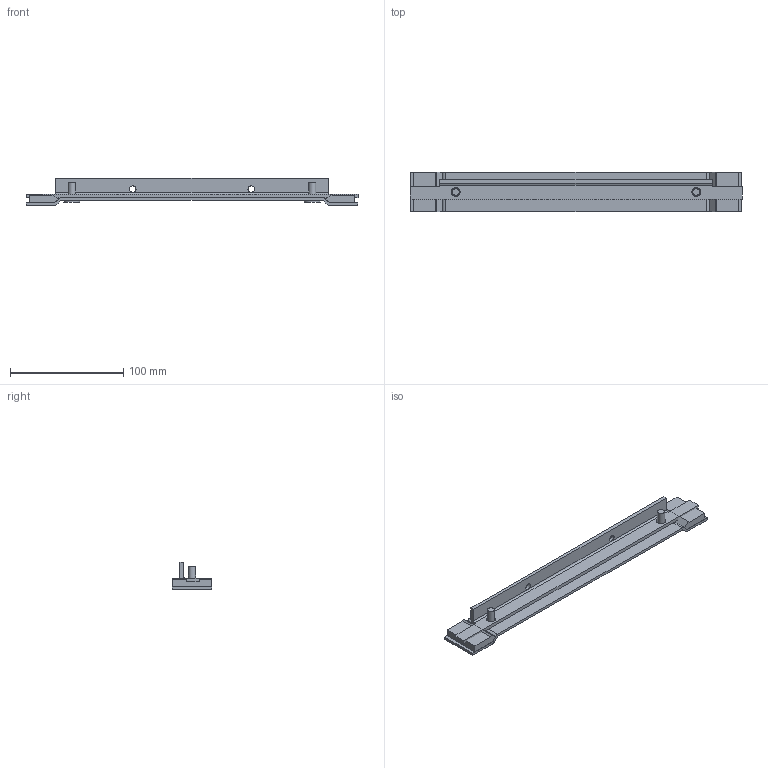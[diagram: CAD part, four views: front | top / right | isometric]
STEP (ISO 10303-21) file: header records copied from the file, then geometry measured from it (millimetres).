
FILE_DESCRIPTION (( 'STEP AP203' ), '1' );
FILE_NAME ('1485FS9.step', '2020-11-19T14:45:42', ( 'ADC123' ), ( 'Microsoft' ), 'SwSTEP 2.0', 'SolidWorks 2019', '' );
FILE_SCHEMA (( 'CONFIG_CONTROL_DESIGN' ));
Length unit declared in the file: inch
Products named in the file (1): 1485FS9
Bounding box: 293.69 x 34.92 x 24.27 mm (x, y, z)
Volume: 61071.9 mm3; surface area: 46101.3 mm2
Topology: 6 solids, 6 shells, 72 faces, 172 edges, 114 vertices
Faces by surface type: plane 48, cylinder 22, cone 2
Full cylindrical faces by diameter (mm): 4.763 x2, 5.7 x2, 6.35 x2, 6.731 x2, 7.938 x2, 14.288 x2
Entity records: 2117 total; most frequent: DIRECTION 350, CARTESIAN_POINT 345, ORIENTED_EDGE 316, EDGE_CURVE 158, AXIS2_PLACEMENT_3D 119, VERTEX_POINT 114, VECTOR 112, LINE 112
